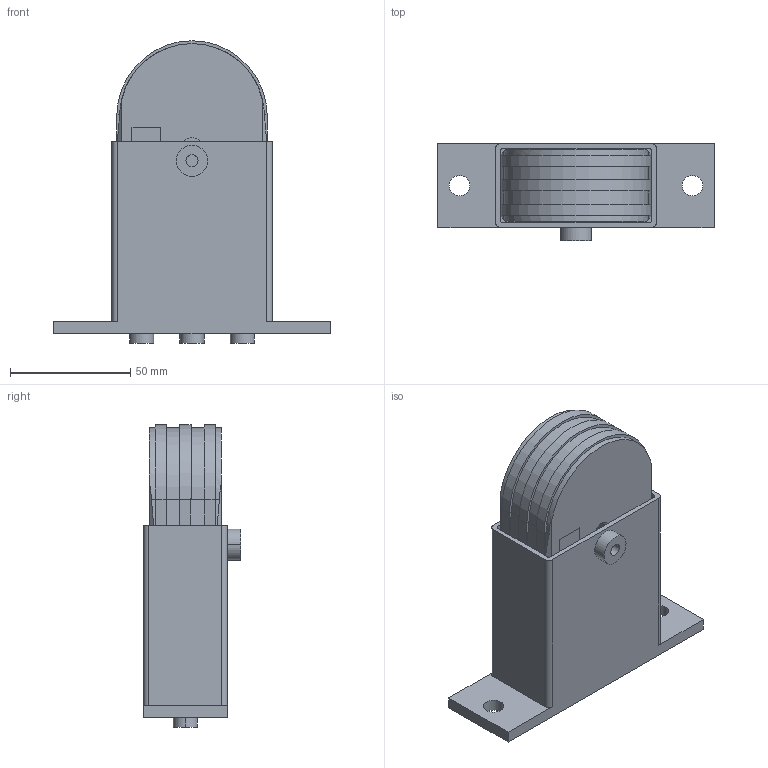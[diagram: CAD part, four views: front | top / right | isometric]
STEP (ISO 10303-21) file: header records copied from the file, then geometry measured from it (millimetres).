
FILE_DESCRIPTION(('STEP AP214'),'1');
FILE_NAME('cctmp_C2AD0A39-7BE3-451B-B9E9-85007C28D9C3_2023_6_21_12_2_2_51..stp','2023-06-21T10:02:02',('Murtfeldt Kunststoffe GmbH & Co.KG'),('CADClick - www.CADClick.com'),'Spatial InterOp 3D',' ','unknown authorization');
FILE_SCHEMA(('AUTOMOTIVE_DESIGN'));
Length unit declared in the file: millimetre
Products named in the file (1): 1
Bounding box: 115 x 40.5 x 126 mm (x, y, z)
Volume: 228655.3 mm3; surface area: 66560.2 mm2
Topology: 5 solids, 5 shells, 139 faces, 362 edges, 239 vertices
Faces by surface type: plane 101, cylinder 33, cone 5
Entity records: 5469 total; most frequent: CARTESIAN_POINT 786, DIRECTION 730, ORIENTED_EDGE 722, EDGE_CURVE 361, LINE 274, VECTOR 274, VERTEX_POINT 239, AXIS2_PLACEMENT_3D 228
